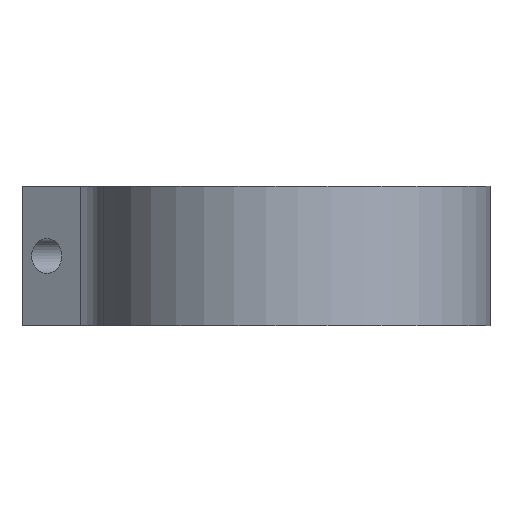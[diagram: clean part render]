
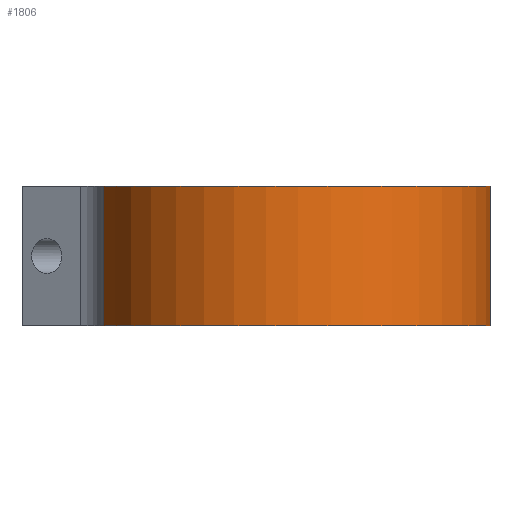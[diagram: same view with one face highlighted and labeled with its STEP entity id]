
A CAD part, front view. The second image highlights one B-rep face of the part: STEP entity #1806.
In plain terms, the highlighted cylindrical face has radius 31 mm (diameter 62 mm), a partial arc.
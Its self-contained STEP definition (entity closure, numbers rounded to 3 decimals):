
#224=CYLINDRICAL_SURFACE('',#1881,31.);
#235=CIRCLE('',#1867,31.);
#241=CIRCLE('',#1882,31.);
#293=LINE('',#2481,#419);
#294=LINE('',#2485,#420);
#419=VECTOR('',#2031,1000.);
#420=VECTOR('',#2036,1000.);
#576=ORIENTED_EDGE('',*,*,#837,.T.);
#577=ORIENTED_EDGE('',*,*,#881,.F.);
#578=ORIENTED_EDGE('',*,*,#882,.F.);
#579=ORIENTED_EDGE('',*,*,#879,.T.);
#837=EDGE_CURVE('',#996,#995,#235,.T.);
#879=EDGE_CURVE('',#1032,#996,#293,.T.);
#881=EDGE_CURVE('',#1033,#995,#294,.T.);
#882=EDGE_CURVE('',#1032,#1033,#241,.T.);
#995=VERTEX_POINT('',#2316);
#996=VERTEX_POINT('',#2318);
#1032=VERTEX_POINT('',#2482);
#1033=VERTEX_POINT('',#2486);
#1119=EDGE_LOOP('',(#576,#577,#578,#579));
#1207=FACE_BOUND('',#1119,.T.);
#1806=ADVANCED_FACE('',(#1207),#224,.T.);
#1867=AXIS2_PLACEMENT_3D('',#2317,#1979,#1980);
#1881=AXIS2_PLACEMENT_3D('',#2484,#2034,#2035);
#1882=AXIS2_PLACEMENT_3D('',#2487,#2037,#2038);
#1979=DIRECTION('',(0.,0.,1.));
#1980=DIRECTION('',(-1.,0.,0.));
#2031=DIRECTION('',(0.,0.,-1.));
#2034=DIRECTION('',(0.,0.,-1.));
#2035=DIRECTION('',(-1.,0.,0.));
#2036=DIRECTION('',(0.,0.,-1.));
#2037=DIRECTION('',(0.,0.,1.));
#2038=DIRECTION('',(-1.,0.,0.));
#2316=CARTESIAN_POINT('',(25.158,18.113,-11.));
#2317=CARTESIAN_POINT('',(0.,0.,-11.));
#2318=CARTESIAN_POINT('',(-29.967,-7.935,-11.));
#2481=CARTESIAN_POINT('',(-29.967,-7.935,11.));
#2482=CARTESIAN_POINT('',(-29.967,-7.935,11.));
#2484=CARTESIAN_POINT('',(0.,0.,11.));
#2485=CARTESIAN_POINT('',(25.158,18.113,11.));
#2486=CARTESIAN_POINT('',(25.158,18.113,11.));
#2487=CARTESIAN_POINT('',(0.,0.,11.));
